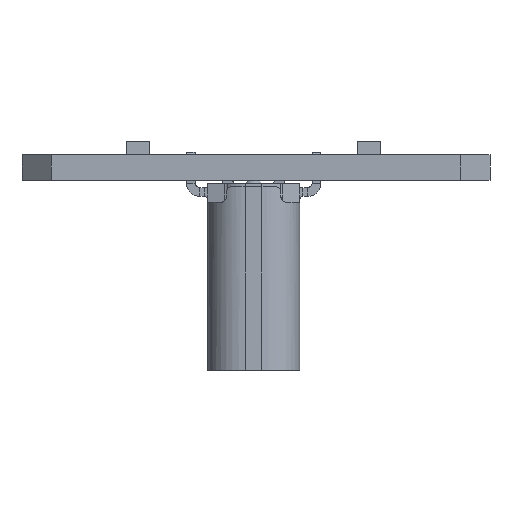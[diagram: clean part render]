
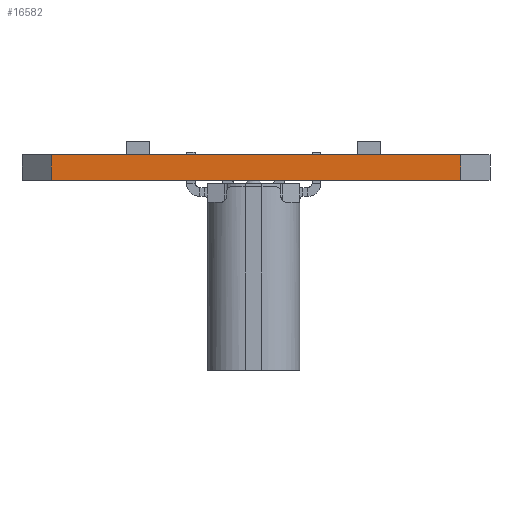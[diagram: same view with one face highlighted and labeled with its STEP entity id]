
A CAD part, front view. The second image highlights one B-rep face of the part: STEP entity #16582.
In plain terms, the highlighted planar face has unit normal (0, -1, 0).
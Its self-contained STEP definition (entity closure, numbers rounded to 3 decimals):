
#192=PLANE('',#17682);
#997=FACE_OUTER_BOUND('',#1952,.T.);
#1952=EDGE_LOOP('',(#11572,#11573,#11574,#11575));
#2984=LINE('',#23791,#5068);
#2985=LINE('',#23794,#5069);
#2986=LINE('',#23796,#5070);
#2987=LINE('',#23797,#5071);
#5068=VECTOR('',#19126,10.);
#5069=VECTOR('',#19129,10.);
#5070=VECTOR('',#19130,10.);
#5071=VECTOR('',#19131,10.);
#7492=VERTEX_POINT('',#23787);
#7493=VERTEX_POINT('',#23789);
#7494=VERTEX_POINT('',#23793);
#7495=VERTEX_POINT('',#23795);
#9100=EDGE_CURVE('',#7492,#7493,#2984,.T.);
#9101=EDGE_CURVE('',#7494,#7492,#2985,.T.);
#9102=EDGE_CURVE('',#7495,#7493,#2986,.T.);
#9103=EDGE_CURVE('',#7494,#7495,#2987,.T.);
#11572=ORIENTED_EDGE('',*,*,#9101,.T.);
#11573=ORIENTED_EDGE('',*,*,#9100,.T.);
#11574=ORIENTED_EDGE('',*,*,#9102,.F.);
#11575=ORIENTED_EDGE('',*,*,#9103,.F.);
#16582=ADVANCED_FACE('',(#997),#192,.T.);
#17682=AXIS2_PLACEMENT_3D('',#23792,#19127,#19128);
#19126=DIRECTION('',(0.,0.,1.));
#19127=DIRECTION('center_axis',(0.,-1.,0.));
#19128=DIRECTION('ref_axis',(1.,0.,0.));
#19129=DIRECTION('',(1.,0.,0.));
#19130=DIRECTION('',(1.,0.,0.));
#19131=DIRECTION('',(0.,0.,1.));
#23787=CARTESIAN_POINT('',(15.,0.,0.));
#23789=CARTESIAN_POINT('',(15.,0.,0.87));
#23791=CARTESIAN_POINT('',(15.,0.,0.));
#23792=CARTESIAN_POINT('Origin',(1.,0.,0.));
#23793=CARTESIAN_POINT('',(1.,0.,0.));
#23794=CARTESIAN_POINT('',(1.,0.,0.));
#23795=CARTESIAN_POINT('',(1.,0.,0.87));
#23796=CARTESIAN_POINT('',(1.,0.,0.87));
#23797=CARTESIAN_POINT('',(1.,0.,0.));
